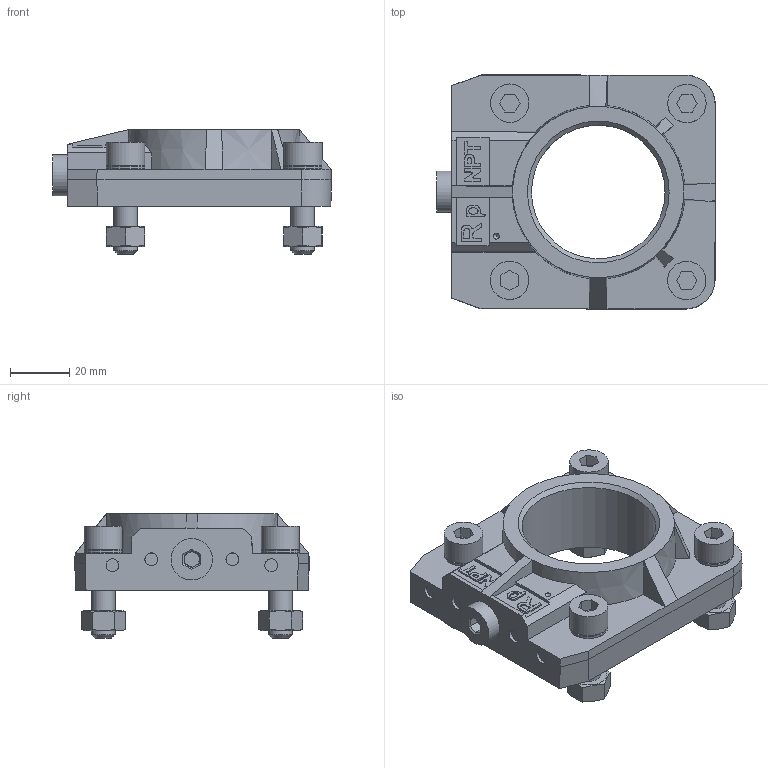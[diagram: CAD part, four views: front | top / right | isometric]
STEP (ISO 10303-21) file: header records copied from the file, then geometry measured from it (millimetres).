
FILE_DESCRIPTION(/* description */ ('Step214-Parts for PM'),/* implementation_level */ '2;1');
FILE_NAME(/* name */ 'AGF10.40.stp',/* time_stamp */ '2016-02-15T14:16:04+01:00',/* author */ ('EMC'),/* organization */ ('Siemens'),/* preprocessor_version */ 'ST-DEVELOPER v15',/* originating_system */ 'SIEMENS PLM Software NX 8.5',/* authorisation */ 'EMC/PM');
FILE_SCHEMA (('AUTOMOTIVE_DESIGN { 1 0 10303 214 3 1 1 1 }'));
Length unit declared in the file: millimetre
Products named in the file (1): Volc120C32B9l1zb
Bounding box: 94.4 x 79.34 x 42.3 mm (x, y, z)
Volume: 101026.7 mm3; surface area: 26782.5 mm2
Topology: 1 solids, 1 shells, 267 faces, 673 edges, 446 vertices
Faces by surface type: plane 156, bspline 48, cone 32, cylinder 31
Full cylindrical faces by diameter (mm): 2 x1, 5 x1, 8 x8, 13 x8, 14 x1, 45.25 x1
Entity records: 11493 total; most frequent: CARTESIAN_POINT 3934, ORIENTED_EDGE 1166, DIRECTION 966, EDGE_CURVE 583, VERTEX_POINT 403, EDGE_LOOP 353, AXIS2_PLACEMENT_3D 352, PRESENTATION_STYLE_ASSIGNMENT 289
